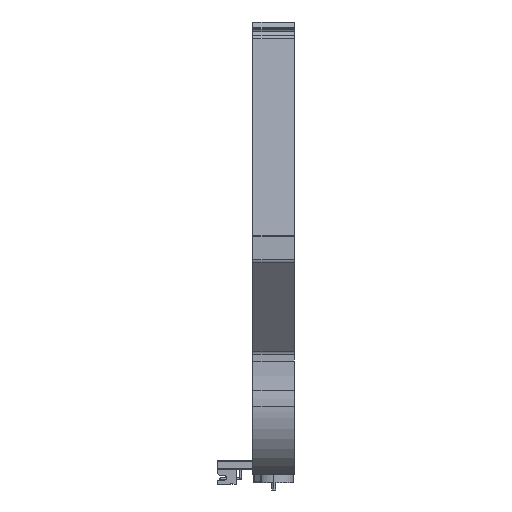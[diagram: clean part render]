
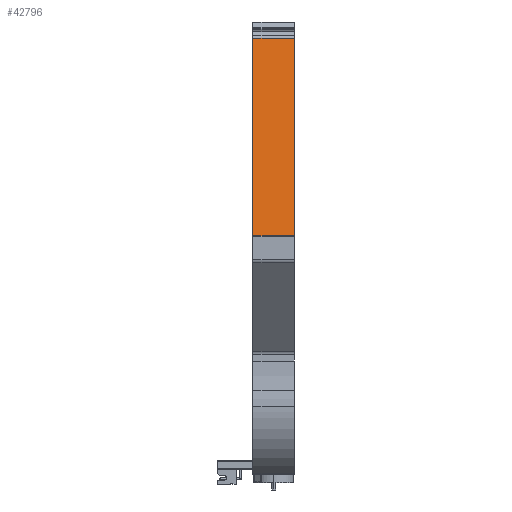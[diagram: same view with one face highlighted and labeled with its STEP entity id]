
A CAD part, left-side view. The second image highlights one B-rep face of the part: STEP entity #42796.
In plain terms, the highlighted free-form (B-spline) face has degree [1, 1] with [2, 2] control points.
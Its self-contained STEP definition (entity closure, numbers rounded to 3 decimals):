
#40361 = VERTEX_POINT('',#40362);
#40362 = CARTESIAN_POINT('',(-42.37,-7.048,
    121.985));
#40368 = EDGE_CURVE('',#40361,#40369,#40371,.T.);
#40369 = VERTEX_POINT('',#40370);
#40370 = CARTESIAN_POINT('',(-50.733,-7.048,
    55.079));
#40371 = B_SPLINE_CURVE_WITH_KNOTS('',1,(#40372,#40373),.UNSPECIFIED.,
  .F.,.F.,(2,2),(-47.908,-0.075),
  .PIECEWISE_BEZIER_KNOTS.);
#40372 = CARTESIAN_POINT('',(-42.37,-7.048,
    121.985));
#40373 = CARTESIAN_POINT('',(-50.733,-7.048,
    55.079));
#41415 = VERTEX_POINT('',#41416);
#41416 = CARTESIAN_POINT('',(-50.733,7.048,
    55.079));
#41422 = EDGE_CURVE('',#41423,#41415,#41425,.T.);
#41423 = VERTEX_POINT('',#41424);
#41424 = CARTESIAN_POINT('',(-42.37,7.048,
    121.985));
#41425 = B_SPLINE_CURVE_WITH_KNOTS('',1,(#41426,#41427),.UNSPECIFIED.,
  .F.,.F.,(2,2),(-47.908,-0.075),
  .PIECEWISE_BEZIER_KNOTS.);
#41426 = CARTESIAN_POINT('',(-42.37,7.048,
    121.985));
#41427 = CARTESIAN_POINT('',(-50.733,7.048,
    55.079));
#42796 = ADVANCED_FACE('',(#42797),#42811,.F.);
#42797 = FACE_BOUND('',#42798,.T.);
#42798 = EDGE_LOOP('',(#42799,#42800,#42805,#42806));
#42799 = ORIENTED_EDGE('',*,*,#40368,.F.);
#42800 = ORIENTED_EDGE('',*,*,#42801,.T.);
#42801 = EDGE_CURVE('',#40361,#41423,#42802,.T.);
#42802 = B_SPLINE_CURVE_WITH_KNOTS('',1,(#42803,#42804),.UNSPECIFIED.,
  .F.,.F.,(2,2),(-10.,0.),.PIECEWISE_BEZIER_KNOTS.);
#42803 = CARTESIAN_POINT('',(-42.37,-7.048,
    121.985));
#42804 = CARTESIAN_POINT('',(-42.37,7.048,
    121.985));
#42805 = ORIENTED_EDGE('',*,*,#41422,.T.);
#42806 = ORIENTED_EDGE('',*,*,#42807,.T.);
#42807 = EDGE_CURVE('',#41415,#40369,#42808,.T.);
#42808 = B_SPLINE_CURVE_WITH_KNOTS('',1,(#42809,#42810),.UNSPECIFIED.,
  .F.,.F.,(2,2),(-10.,0.),.PIECEWISE_BEZIER_KNOTS.);
#42809 = CARTESIAN_POINT('',(-50.733,7.048,
    55.079));
#42810 = CARTESIAN_POINT('',(-50.733,-7.048,
    55.079));
#42811 = B_SPLINE_SURFACE_WITH_KNOTS('',1,1,(
    (#42812,#42813)
    ,(#42814,#42815
    )),.UNSPECIFIED.,.F.,.F.,.F.,(2,2),(2,2),(0.075,
    47.908),(-10.,0.),.PIECEWISE_BEZIER_KNOTS.);
#42812 = CARTESIAN_POINT('',(-50.733,7.048,
    55.079));
#42813 = CARTESIAN_POINT('',(-50.733,-7.048,
    55.079));
#42814 = CARTESIAN_POINT('',(-42.37,7.048,
    121.985));
#42815 = CARTESIAN_POINT('',(-42.37,-7.048,
    121.985));
